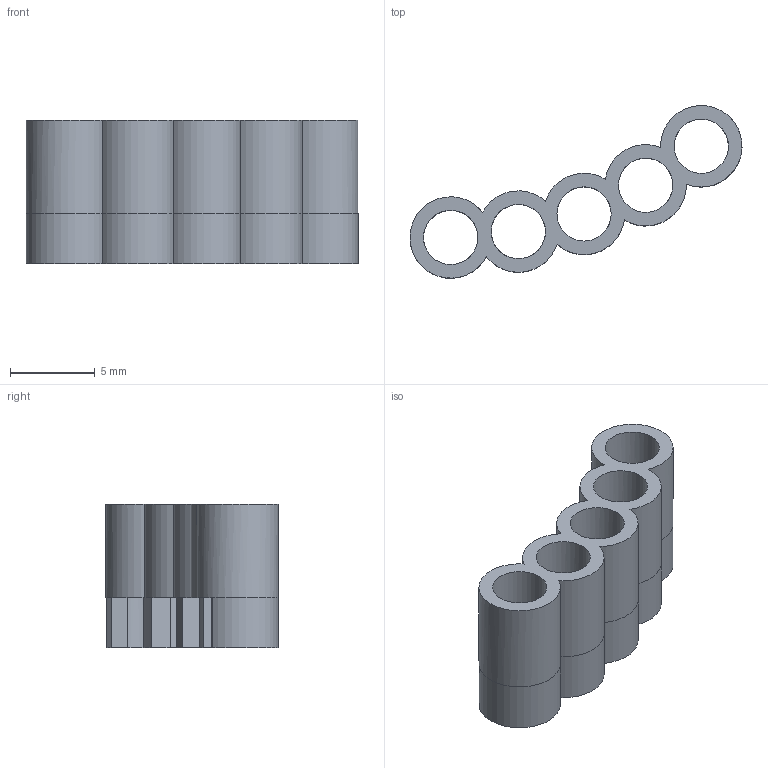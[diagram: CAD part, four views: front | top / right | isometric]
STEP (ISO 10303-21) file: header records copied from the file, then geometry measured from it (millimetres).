
FILE_DESCRIPTION(('FreeCAD Model'),'2;1');
FILE_NAME('Open CASCADE Shape Model','2024-03-19T09:29:58',('FreeCAD'),( 'FreeCAD'),'Open CASCADE STEP processor 7.6','FreeCAD','Unknown');
FILE_SCHEMA(('AUTOMOTIVE_DESIGN { 1 0 10303 214 1 1 1 1 }'));
Length unit declared in the file: millimetre
Products named in the file (1): Open CASCADE STEP translator 7.6 1
Bounding box: 19.58 x 10.18 x 8.45 mm (x, y, z)
Volume: 332.4 mm3; surface area: 878.2 mm2
Topology: 1 solids, 1 shells, 42 faces, 118 edges, 73 vertices
Faces by surface type: cylinder 29, plane 13
Full cylindrical faces by diameter (mm): 3.2 x5
Entity records: 1395 total; most frequent: DIRECTION 263, ORIENTED_EDGE 236, CARTESIAN_POINT 234, EDGE_CURVE 118, AXIS2_PLACEMENT_3D 102, VERTEX_POINT 73, LINE 59, VECTOR 59
